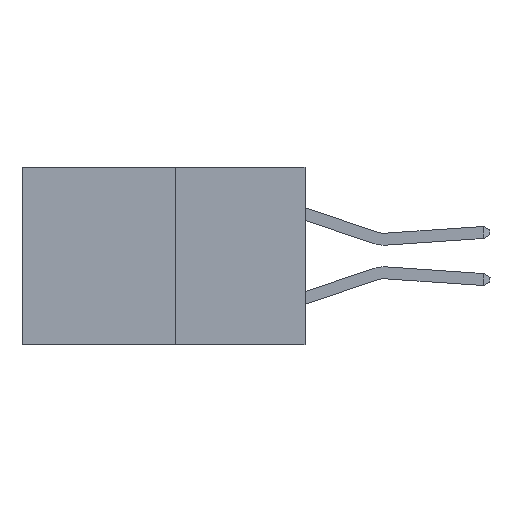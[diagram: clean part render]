
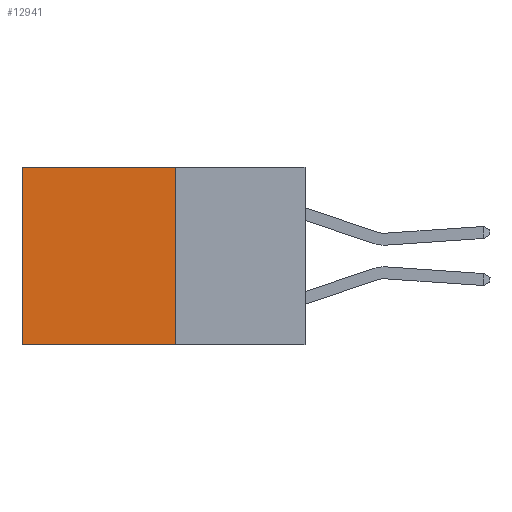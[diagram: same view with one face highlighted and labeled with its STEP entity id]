
A CAD part, left-side view. The second image highlights one B-rep face of the part: STEP entity #12941.
In plain terms, the highlighted planar face has unit normal (-1, 0, 0).
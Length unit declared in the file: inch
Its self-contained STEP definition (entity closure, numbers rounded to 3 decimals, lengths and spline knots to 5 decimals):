
#780 = EDGE_CURVE ( 'NONE', #1453, #14241, #5361, .T. ) ;
#1453 = VERTEX_POINT ( 'NONE', #5758 ) ;
#2886 = DIRECTION ( 'NONE',  ( 0., 0., -1. ) ) ;
#3694 = DIRECTION ( 'NONE',  ( 0., 1., 0. ) ) ;
#3720 = CARTESIAN_POINT ( 'NONE',  ( 0.277, 0.27, -0.37 ) ) ;
#4795 = LINE ( 'NONE', #6749, #25633 ) ;
#4981 = VERTEX_POINT ( 'NONE', #17361 ) ;
#5361 = LINE ( 'NONE', #3720, #12320 ) ;
#5758 = CARTESIAN_POINT ( 'NONE',  ( 0.277, 0.27, -0.37 ) ) ;
#6251 = ORIENTED_EDGE ( 'NONE', *, *, #780, .F. ) ;
#6398 = FACE_OUTER_BOUND ( 'NONE', #32478, .T. ) ;
#6678 = CARTESIAN_POINT ( 'NONE',  ( 0.277, 0.27, 0. ) ) ;
#6749 = CARTESIAN_POINT ( 'NONE',  ( 0.277, 0.27, -0.37 ) ) ;
#7203 = ORIENTED_EDGE ( 'NONE', *, *, #15431, .T. ) ;
#10644 = LINE ( 'NONE', #6678, #24502 ) ;
#10671 = PLANE ( 'NONE',  #17995 ) ;
#12320 = VECTOR ( 'NONE', #3694, 39.37008 ) ;
#12511 = EDGE_CURVE ( 'NONE', #4981, #1453, #4795, .T. ) ;
#12941 = ADVANCED_FACE ( 'NONE', ( #6398 ), #10671, .F. ) ;
#13323 = ORIENTED_EDGE ( 'NONE', *, *, #12511, .F. ) ;
#13920 = CARTESIAN_POINT ( 'NONE',  ( 0.277, 0.59, 0. ) ) ;
#14241 = VERTEX_POINT ( 'NONE', #33625 ) ;
#15431 = EDGE_CURVE ( 'NONE', #33513, #14241, #30222, .T. ) ;
#16030 = EDGE_CURVE ( 'NONE', #4981, #33513, #10644, .T. ) ;
#17361 = CARTESIAN_POINT ( 'NONE',  ( 0.277, 0.27, 0. ) ) ;
#17995 = AXIS2_PLACEMENT_3D ( 'NONE', #31473, #18521, #2886 ) ;
#18521 = DIRECTION ( 'NONE',  ( 1., 0., 0. ) ) ;
#18790 = ORIENTED_EDGE ( 'NONE', *, *, #16030, .T. ) ;
#22592 = CARTESIAN_POINT ( 'NONE',  ( 0.277, 0.59, -0.37 ) ) ;
#24147 = VECTOR ( 'NONE', #32993, 39.37008 ) ;
#24502 = VECTOR ( 'NONE', #24960, 39.37008 ) ;
#24960 = DIRECTION ( 'NONE',  ( 0., 1., 0. ) ) ;
#25021 = DIRECTION ( 'NONE',  ( 0., 0., -1. ) ) ;
#25633 = VECTOR ( 'NONE', #25021, 39.37008 ) ;
#30222 = LINE ( 'NONE', #22592, #24147 ) ;
#31473 = CARTESIAN_POINT ( 'NONE',  ( 0.277, 0.27, -0.37 ) ) ;
#32478 = EDGE_LOOP ( 'NONE', ( #7203, #6251, #13323, #18790 ) ) ;
#32993 = DIRECTION ( 'NONE',  ( 0., 0., -1. ) ) ;
#33513 = VERTEX_POINT ( 'NONE', #13920 ) ;
#33625 = CARTESIAN_POINT ( 'NONE',  ( 0.277, 0.59, -0.37 ) ) ;
